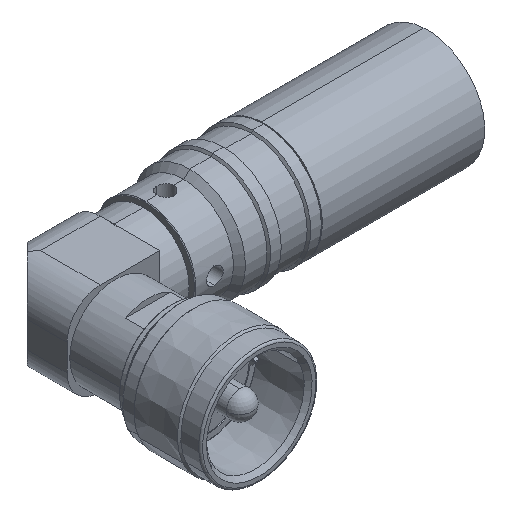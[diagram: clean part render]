
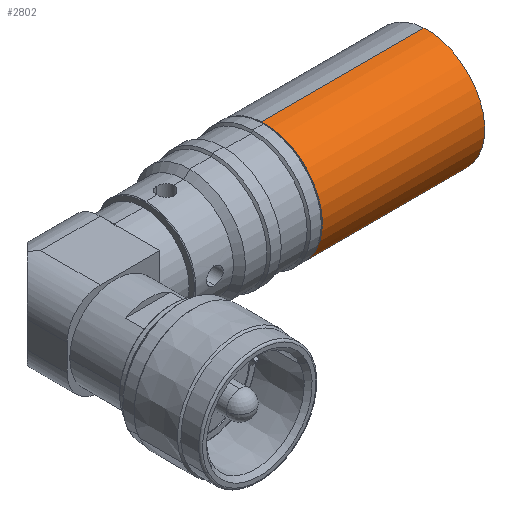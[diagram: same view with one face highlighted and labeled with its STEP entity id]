
A CAD part, isometric view. The second image highlights one B-rep face of the part: STEP entity #2802.
In plain terms, the highlighted cylindrical face has radius 8.7 mm (diameter 17.4 mm), a partial arc.
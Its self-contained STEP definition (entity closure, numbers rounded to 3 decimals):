
#56 = CIRCLE ( 'NONE', #4031, 8.7 ) ;
#137 = DIRECTION ( 'NONE',  ( -1., 0., 0. ) ) ;
#295 = CARTESIAN_POINT ( 'NONE',  ( 23., -0.466, -8.688 ) ) ;
#460 = LINE ( 'NONE', #633, #3270 ) ;
#588 = CIRCLE ( 'NONE', #3892, 8.7 ) ;
#633 = CARTESIAN_POINT ( 'NONE',  ( 21.568, 0.466, 8.688 ) ) ;
#792 = CARTESIAN_POINT ( 'NONE',  ( 23., 0.466, 8.688 ) ) ;
#816 = DIRECTION ( 'NONE',  ( -1., 0., 0. ) ) ;
#832 = DIRECTION ( 'NONE',  ( -1., 0., 0. ) ) ;
#1076 = VERTEX_POINT ( 'NONE', #1938 ) ;
#1400 = DIRECTION ( 'NONE',  ( 0., 0.054, 0.999 ) ) ;
#1586 = EDGE_CURVE ( 'NONE', #1976, #1076, #588, .T. ) ;
#1600 = DIRECTION ( 'NONE',  ( 0., 0.054, 0.999 ) ) ;
#1927 = CARTESIAN_POINT ( 'NONE',  ( 21.568, 0., 0. ) ) ;
#1938 = CARTESIAN_POINT ( 'NONE',  ( 47.5, 0.466, 8.688 ) ) ;
#1976 = VERTEX_POINT ( 'NONE', #4078 ) ;
#2106 = CARTESIAN_POINT ( 'NONE',  ( 23., 0., 0. ) ) ;
#2213 = DIRECTION ( 'NONE',  ( -1., 0., 0. ) ) ;
#2412 = EDGE_CURVE ( 'NONE', #4557, #2749, #56, .T. ) ;
#2512 = VECTOR ( 'NONE', #137, 1000. ) ;
#2515 = ORIENTED_EDGE ( 'NONE', *, *, #2412, .F. ) ;
#2533 = CARTESIAN_POINT ( 'NONE',  ( 47.5, 0., 0. ) ) ;
#2614 = ORIENTED_EDGE ( 'NONE', *, *, #3979, .F. ) ;
#2749 = VERTEX_POINT ( 'NONE', #792 ) ;
#2764 = ORIENTED_EDGE ( 'NONE', *, *, #1586, .T. ) ;
#2802 = ADVANCED_FACE ( 'NONE', ( #2867 ), #4721, .T. ) ;
#2867 = FACE_OUTER_BOUND ( 'NONE', #4043, .T. ) ;
#3013 = EDGE_CURVE ( 'NONE', #1076, #2749, #460, .T. ) ;
#3065 = CARTESIAN_POINT ( 'NONE',  ( 21.568, -0.466, -8.688 ) ) ;
#3192 = DIRECTION ( 'NONE',  ( -1., 0., 0. ) ) ;
#3270 = VECTOR ( 'NONE', #3192, 1000. ) ;
#3413 = DIRECTION ( 'NONE',  ( 0., 0.054, 0.999 ) ) ;
#3486 = LINE ( 'NONE', #3065, #2512 ) ;
#3892 = AXIS2_PLACEMENT_3D ( 'NONE', #2533, #816, #1600 ) ;
#3967 = ORIENTED_EDGE ( 'NONE', *, *, #3013, .T. ) ;
#3979 = EDGE_CURVE ( 'NONE', #1976, #4557, #3486, .T. ) ;
#4031 = AXIS2_PLACEMENT_3D ( 'NONE', #2106, #2213, #1400 ) ;
#4043 = EDGE_LOOP ( 'NONE', ( #2614, #2764, #3967, #2515 ) ) ;
#4078 = CARTESIAN_POINT ( 'NONE',  ( 47.5, -0.466, -8.688 ) ) ;
#4091 = AXIS2_PLACEMENT_3D ( 'NONE', #1927, #832, #3413 ) ;
#4557 = VERTEX_POINT ( 'NONE', #295 ) ;
#4721 = CYLINDRICAL_SURFACE ( 'NONE', #4091, 8.7 ) ;
